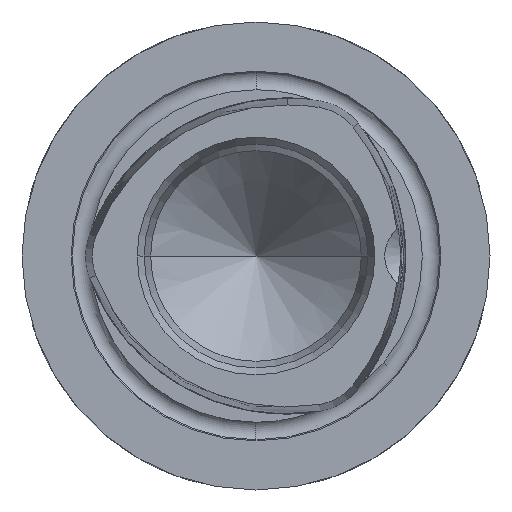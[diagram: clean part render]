
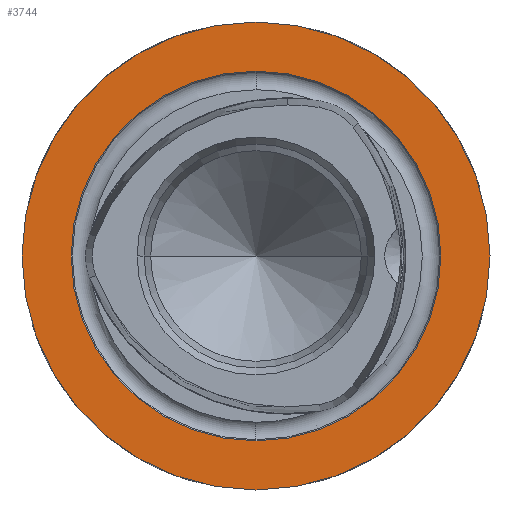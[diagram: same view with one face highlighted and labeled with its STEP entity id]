
A CAD part, left-side view. The second image highlights one B-rep face of the part: STEP entity #3744.
In plain terms, the highlighted planar face has unit normal (-1, 0, 0).
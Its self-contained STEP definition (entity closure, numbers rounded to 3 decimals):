
#314 = EDGE_CURVE ( 'NONE', #5881, #3168, #2179, .T. ) ;
#430 = ORIENTED_EDGE ( 'NONE', *, *, #3510, .F. ) ;
#635 = VERTEX_POINT ( 'NONE', #1153 ) ;
#666 = PLANE ( 'NONE',  #5438 ) ;
#692 = DIRECTION ( 'NONE',  ( 0., 0., -1. ) ) ;
#712 = EDGE_LOOP ( 'NONE', ( #430, #1065 ) ) ;
#914 = AXIS2_PLACEMENT_3D ( 'NONE', #5250, #6270, #6253 ) ;
#1065 = ORIENTED_EDGE ( 'NONE', *, *, #314, .F. ) ;
#1153 = CARTESIAN_POINT ( 'NONE',  ( -20., 0., 20. ) ) ;
#1274 = EDGE_CURVE ( 'NONE', #6342, #635, #6231, .T. ) ;
#2159 = DIRECTION ( 'NONE',  ( 0., 0., -1. ) ) ;
#2170 = DIRECTION ( 'NONE',  ( -1., 0., 0. ) ) ;
#2177 = CARTESIAN_POINT ( 'NONE',  ( -20., 0., 0. ) ) ;
#2179 = CIRCLE ( 'NONE', #5059, 15.8 ) ;
#2512 = FACE_BOUND ( 'NONE', #712, .T. ) ;
#2542 = CARTESIAN_POINT ( 'NONE',  ( -20., 0., 0. ) ) ;
#2549 = DIRECTION ( 'NONE',  ( 0., 0., -1. ) ) ;
#2669 = ORIENTED_EDGE ( 'NONE', *, *, #3545, .F. ) ;
#2753 = DIRECTION ( 'NONE',  ( 1., 0., 0. ) ) ;
#2808 = DIRECTION ( 'NONE',  ( -1., 0., 0. ) ) ;
#2836 = DIRECTION ( 'NONE',  ( 0., 0., -1. ) ) ;
#2911 = CARTESIAN_POINT ( 'NONE',  ( -20., 0., 0. ) ) ;
#2922 = EDGE_LOOP ( 'NONE', ( #2669, #4663 ) ) ;
#3168 = VERTEX_POINT ( 'NONE', #5049 ) ;
#3510 = EDGE_CURVE ( 'NONE', #3168, #5881, #4561, .T. ) ;
#3545 = EDGE_CURVE ( 'NONE', #635, #6342, #4426, .T. ) ;
#3553 = CARTESIAN_POINT ( 'NONE',  ( -20., 0., -15.8 ) ) ;
#3626 = DIRECTION ( 'NONE',  ( 1., 0., 0. ) ) ;
#3744 = ADVANCED_FACE ( 'NONE', ( #2512, #5077 ), #666, .F. ) ;
#4312 = CARTESIAN_POINT ( 'NONE',  ( -20., 0., -20. ) ) ;
#4426 = CIRCLE ( 'NONE', #914, 20. ) ;
#4561 = CIRCLE ( 'NONE', #6316, 15.8 ) ;
#4663 = ORIENTED_EDGE ( 'NONE', *, *, #1274, .F. ) ;
#5025 = CARTESIAN_POINT ( 'NONE',  ( -20., 0., 0. ) ) ;
#5029 = AXIS2_PLACEMENT_3D ( 'NONE', #2542, #2753, #2836 ) ;
#5049 = CARTESIAN_POINT ( 'NONE',  ( -20., 0., 15.8 ) ) ;
#5059 = AXIS2_PLACEMENT_3D ( 'NONE', #2177, #2170, #2159 ) ;
#5077 = FACE_OUTER_BOUND ( 'NONE', #2922, .T. ) ;
#5250 = CARTESIAN_POINT ( 'NONE',  ( -20., 0., 0. ) ) ;
#5438 = AXIS2_PLACEMENT_3D ( 'NONE', #5025, #3626, #692 ) ;
#5881 = VERTEX_POINT ( 'NONE', #3553 ) ;
#6231 = CIRCLE ( 'NONE', #5029, 20. ) ;
#6253 = DIRECTION ( 'NONE',  ( 0., 0., -1. ) ) ;
#6270 = DIRECTION ( 'NONE',  ( 1., 0., 0. ) ) ;
#6316 = AXIS2_PLACEMENT_3D ( 'NONE', #2911, #2808, #2549 ) ;
#6342 = VERTEX_POINT ( 'NONE', #4312 ) ;
